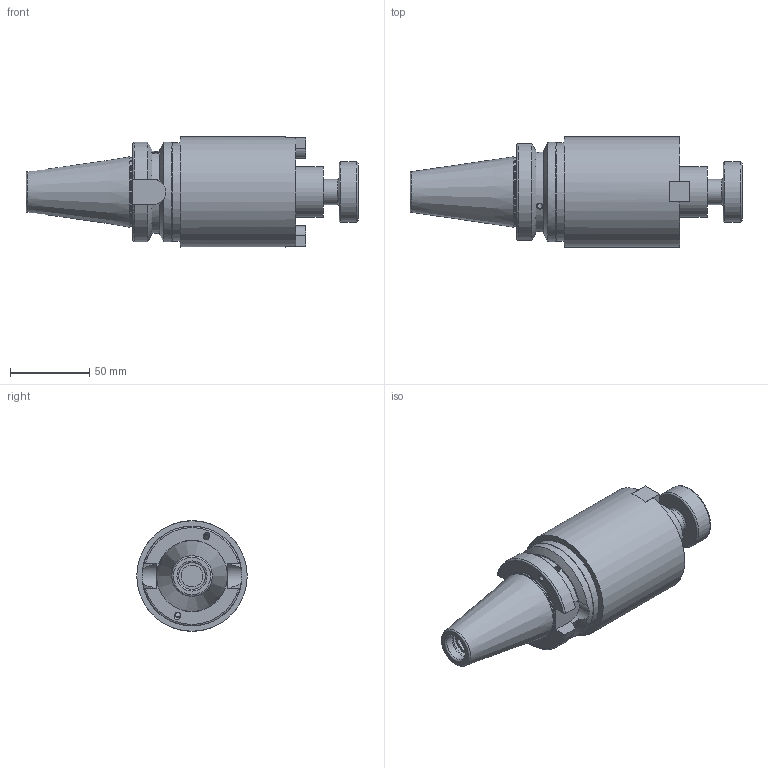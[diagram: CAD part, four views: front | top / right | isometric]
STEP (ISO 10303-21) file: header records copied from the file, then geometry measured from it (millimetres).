
FILE_DESCRIPTION(/* description */ ('','CAx-IF Rec.Pracs.---Representation and Presentation of Product Manufacturing Information (PMI)---4.0---2014-10-13'),/* implementation_level */ '2;1');
FILE_NAME(/* name */ 'EH317B.stp',/* time_stamp */ '2025-04-01T08:41:04+09:00',/* author */ ('eos'),/* organization */ (''),/* preprocessor_version */ 'ST-DEVELOPER v20',/* originating_system */ 'Autodesk Inventor 2025',/* authorisation */ '');
FILE_SCHEMA (('AP242_MANAGED_MODEL_BASED_3D_ENGINEERING_MIM_LF { 1 0 10303 442 1 1 4 }'));
Products named in the file (5): LO-BT40ADB-SMA31.75-104.902; BT40; SMA27-DRIV EKEY-SECO; #5167; COLLAR BOLT-UNF3_8-24x24L
Assembly tree (4 placements, depth 2):
  LO-BT40ADB-SMA31.75-104.902
    BT40
    SMA27-DRIV EKEY-SECO  x2
    COLLAR BOLT-UNF3_8-24x24L
  #5167
Bounding box: 209.78 x 69.85 x 69.85 mm (x, y, z)
Volume: 432969.9 mm3; surface area: 57467.3 mm2
Topology: 6 solids, 6 shells, 148 faces, 361 edges, 235 vertices
Faces by surface type: plane 72, cylinder 45, cone 18, torus 13
Full cylindrical faces by diameter (mm): 3.242 x8, 3.683 x2, 4 x4, 4.826 x2, 5.5 x2, 7.925 x2, 8.7 x2, 12.7 x1, 13.835 x1, 14.351 x1, 15.875 x1, 16.5 x1, 17 x1, 17.6 x1, 31.75 x1, 38.1 x1, 44 x1, 62 x1, 63 x1, 69.85 x1
Entity records: 5143 total; most frequent: CARTESIAN_POINT 1277, DIRECTION 789, ORIENTED_EDGE 602, AXIS2_PLACEMENT_3D 327, EDGE_CURVE 301, VERTEX_POINT 199, STYLED_ITEM 172, EDGE_LOOP 150
